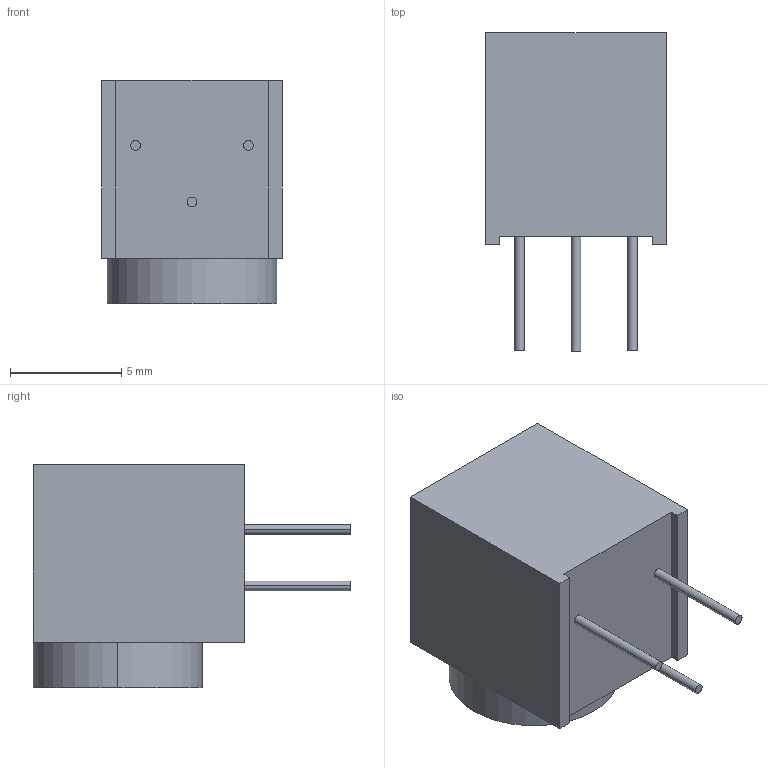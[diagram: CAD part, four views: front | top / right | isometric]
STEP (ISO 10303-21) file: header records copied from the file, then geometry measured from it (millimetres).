
FILE_DESCRIPTION((''),'2;1');
FILE_NAME('M3339_COVERMOLDED1_6','2013-08-02T',('MaxM'),('Bourns, Inc.'),'PRO/ENGINEER BY PARAMETRIC TECHNOLOGY CORPORATION, 2012230','PRO/ENGINEER BY PARAMETRIC TECHNOLOGY CORPORATION, 2012230','');
FILE_SCHEMA(('CONFIG_CONTROL_DESIGN'));
Length unit declared in the file: inch
Products named in the file (1): M3339_COVERMOLDED1_6
Bounding box: 8.13 x 14.3 x 10.03 mm (x, y, z)
Volume: 688.9 mm3; surface area: 541.8 mm2
Topology: 1 solids, 1 shells, 491 faces, 1398 edges, 931 vertices
Faces by surface type: plane 475, cylinder 14, cone 2
Entity records: 15700 total; most frequent: CARTESIAN_POINT 2833, ORIENTED_EDGE 2796, DIRECTION 2405, EDGE_CURVE 1398, VECTOR 1361, LINE 1361, VERTEX_POINT 931, AXIS2_PLACEMENT_3D 522
